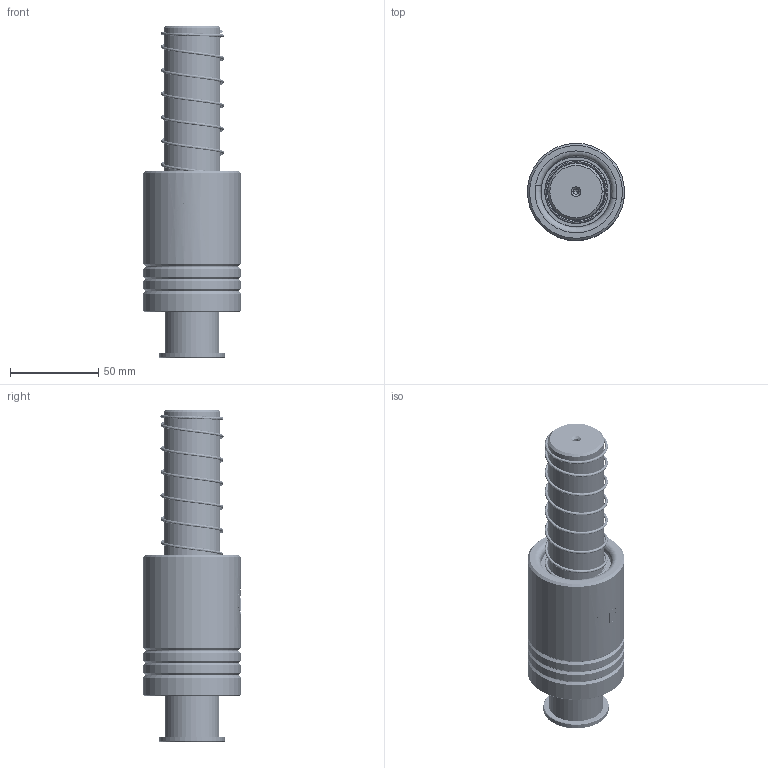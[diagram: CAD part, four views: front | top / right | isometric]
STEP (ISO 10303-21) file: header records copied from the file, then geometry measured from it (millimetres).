
FILE_DESCRIPTION (( 'STEP AP214' ), '1' );
FILE_NAME ('LKSH LKJH-D32-L160(BL-80).STEP', '2021-08-09T07:51:50', ( '' ), ( '' ), 'SwSTEP 2.0', 'SolidWorks 2016', '' );
FILE_SCHEMA (( 'AUTOMOTIVE_DESIGN' ));
Length unit declared in the file: millimetre
Products named in the file (290): BALL-D4; DSPK-D32-L160; TBB-D55-d40-L80; LKSH LKJH-D32-L160(BL-80); BSH-39.5-32.5-L75; HWP-D35.7-d32.5-L80; BSH-D39.5-32.5-L75郪蚾; GTK-D37-d31
Assembly tree (284 placements, depth 3):
  BALL-D4
  BALL-D4
  BALL-D4
  BALL-D4
  BALL-D4
Bounding box: 55 x 55 x 188 mm (x, y, z)
Volume: 262477.9 mm3; surface area: 96449.2 mm2
Topology: 280 solids, 280 shells, 1233 faces, 5323 edges, 3532 vertices
Faces by surface type: sphere 1100, cone 46, cylinder 36, plane 21, torus 16, bspline 14
Entity records: 57851 total; most frequent: CARTESIAN_POINT 34917, ORIENTED_EDGE 4028, DIRECTION 3434, EDGE_CURVE 2014, AXIS2_PLACEMENT_3D 1657, VERTEX_POINT 1320, EDGE_LOOP 1220, B_SPLINE_CURVE_WITH_KNOTS 1201
